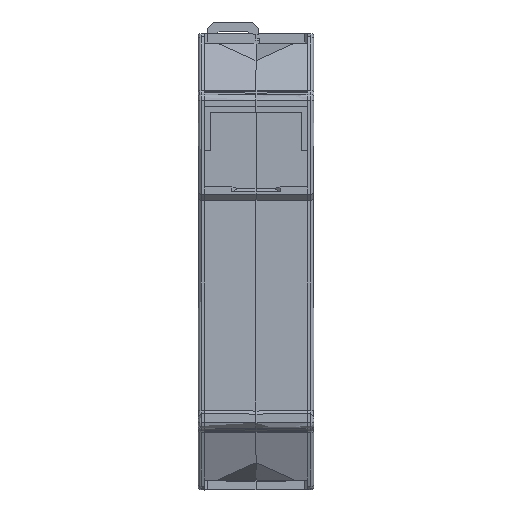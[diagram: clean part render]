
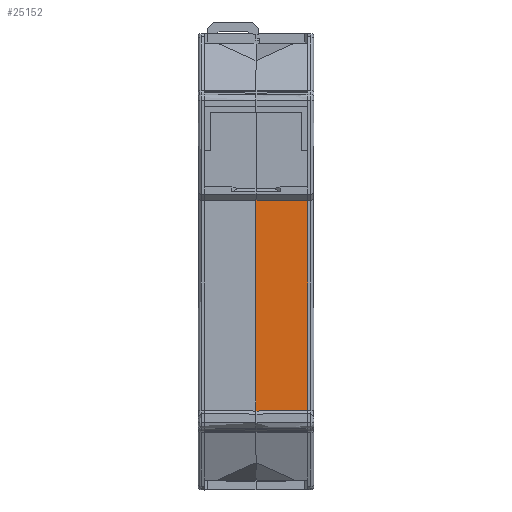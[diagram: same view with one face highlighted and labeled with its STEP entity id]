
A CAD part, top view. The second image highlights one B-rep face of the part: STEP entity #25152.
In plain terms, the highlighted planar face has unit normal (-0.009, 0, 1).
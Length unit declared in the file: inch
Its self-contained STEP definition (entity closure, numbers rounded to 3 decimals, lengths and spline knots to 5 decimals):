
#797 = DIRECTION ( 'NONE',  ( 1., 0., 0.009 ) ) ;
#1479 = EDGE_LOOP ( 'NONE', ( #15289, #18008, #24251, #21546 ) ) ;
#2578 = VECTOR ( 'NONE', #18284, 39.37008 ) ;
#3168 = AXIS2_PLACEMENT_3D ( 'NONE', #5170, #25165, #797 ) ;
#3359 = CARTESIAN_POINT ( 'NONE',  ( 0.33465, -0.69685, 1.10236 ) ) ;
#5170 = CARTESIAN_POINT ( 'NONE',  ( 0.33465, -0.35827, 1.10236 ) ) ;
#5199 = VERTEX_POINT ( 'NONE', #19745 ) ;
#5967 = CARTESIAN_POINT ( 'NONE',  ( 0.11155, -0.6988, 1.10042 ) ) ;
#6188 = DIRECTION ( 'NONE',  ( -1., 0.004, -0.009 ) ) ;
#8636 = VERTEX_POINT ( 'NONE', #25063 ) ;
#10851 = EDGE_CURVE ( 'NONE', #8636, #20773, #21596, .T. ) ;
#11662 = EDGE_CURVE ( 'NONE', #26557, #8636, #25051, .T. ) ;
#12218 = CARTESIAN_POINT ( 'NONE',  ( 0.2231, -0.69782, 1.10139 ) ) ;
#14049 = CARTESIAN_POINT ( 'NONE',  ( 0.33465, -0.35827, 1.10236 ) ) ;
#14189 = CARTESIAN_POINT ( 'NONE',  ( 0., 0.66263, 1.09944 ) ) ;
#14877 = EDGE_CURVE ( 'NONE', #20773, #5199, #22955, .T. ) ;
#15289 = ORIENTED_EDGE ( 'NONE', *, *, #11662, .T. ) ;
#16825 = CARTESIAN_POINT ( 'NONE',  ( 0., 0.20849, 1.09944 ) ) ;
#17319 = CARTESIAN_POINT ( 'NONE',  ( 0., -0.69977, 1.09944 ) ) ;
#17498 = CARTESIAN_POINT ( 'NONE',  ( 0., 0.66263, 1.09944 ) ) ;
#18008 = ORIENTED_EDGE ( 'NONE', *, *, #10851, .T. ) ;
#18284 = DIRECTION ( 'NONE',  ( 0., 1., 0. ) ) ;
#19745 = CARTESIAN_POINT ( 'NONE',  ( 0.33465, 0.66142, 1.10236 ) ) ;
#20773 = VERTEX_POINT ( 'NONE', #21400 ) ;
#20903 = VECTOR ( 'NONE', #6188, 39.37008 ) ;
#21400 = CARTESIAN_POINT ( 'NONE',  ( 0.33465, -0.69685, 1.10236 ) ) ;
#21546 = ORIENTED_EDGE ( 'NONE', *, *, #26224, .T. ) ;
#21596 = B_SPLINE_CURVE_WITH_KNOTS ( 'NONE', 3,
 ( #17319, #5967, #12218, #3359 ),
 .UNSPECIFIED., .F., .F.,
 ( 4, 4 ),
 ( 0., 1. ),
 .UNSPECIFIED. ) ;
#22943 = FACE_OUTER_BOUND ( 'NONE', #1479, .T. ) ;
#22955 = LINE ( 'NONE', #14049, #2578 ) ;
#23093 = PLANE ( 'NONE',  #3168 ) ;
#24251 = ORIENTED_EDGE ( 'NONE', *, *, #14877, .T. ) ;
#25051 = B_SPLINE_CURVE_WITH_KNOTS ( 'NONE', 3,
 ( #14189, #16825, #27796, #25749 ),
 .UNSPECIFIED., .F., .F.,
 ( 4, 4 ),
 ( 0., 1. ),
 .UNSPECIFIED. ) ;
#25063 = CARTESIAN_POINT ( 'NONE',  ( 0., -0.69977, 1.09944 ) ) ;
#25152 = ADVANCED_FACE ( 'NONE', ( #22943 ), #23093, .T. ) ;
#25165 = DIRECTION ( 'NONE',  ( -0.009, 0., 1. ) ) ;
#25749 = CARTESIAN_POINT ( 'NONE',  ( 0., -0.69977, 1.09944 ) ) ;
#26180 = CARTESIAN_POINT ( 'NONE',  ( 0.33465, 0.66142, 1.10236 ) ) ;
#26224 = EDGE_CURVE ( 'NONE', #5199, #26557, #26465, .T. ) ;
#26465 = LINE ( 'NONE', #26180, #20903 ) ;
#26557 = VERTEX_POINT ( 'NONE', #17498 ) ;
#27796 = CARTESIAN_POINT ( 'NONE',  ( 0., -0.24564, 1.09944 ) ) ;
